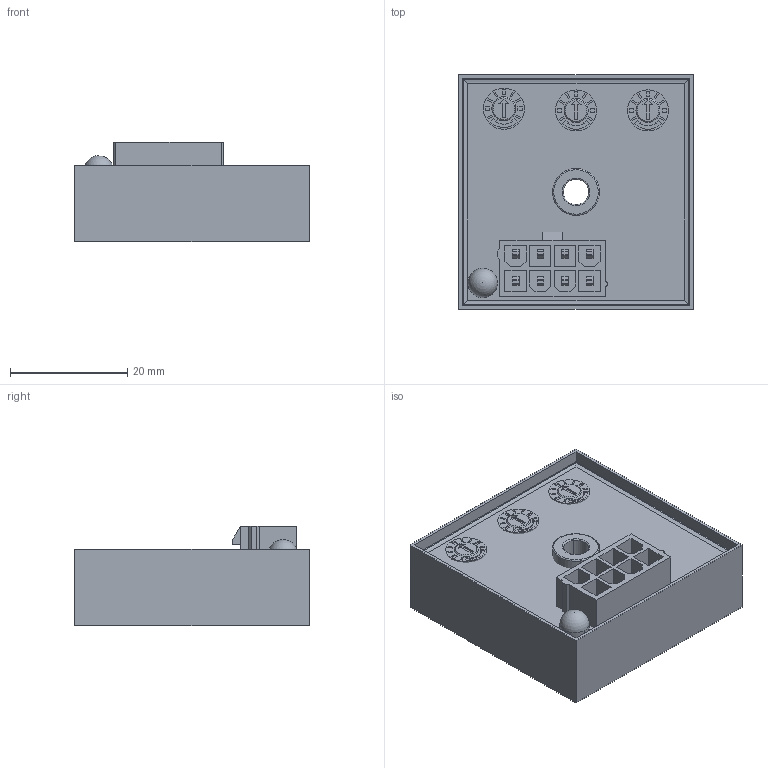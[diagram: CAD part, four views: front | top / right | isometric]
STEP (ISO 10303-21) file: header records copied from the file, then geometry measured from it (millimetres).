
FILE_DESCRIPTION (( 'STEP AP214' ), '1' );
FILE_NAME ('Assemblage.STEP', '2015-10-02T09:33:46', ( 'PC440' ), ( 'Microsoft' ), 'SwSTEP 2.0', 'SolidWorks 2015', '' );
FILE_SCHEMA (( 'AUTOMOTIVE_DESIGN' ));
Length unit declared in the file: millimetre
Products named in the file (63): R26; SO8; D913; R20; R32; SOT323_(SC70-3); R14; RES-2512-3W; Entretoise M4x12; User_Library-SOT323_(SC70-3)-1_Pins_1; R19; C5; Resine COFNG010; User_Library-SOT323_(SC70-3)-1_Beschriftung_1; R1; CAPA-1206x1.6; Minifit_8point_Droit; R15; D20; T7YA-1; User_Library-SOT323_(SC70-3)-1_K_X_F6rper_1; R2; DO-214AC_SMA; LEDd5R-cut; FB1; R200; COFNG010; R910; FUSE-SMD200F; RES-0805; ALTIUM; R913; D5; Board; R101; R30; D8; R100; R31; D9 ...
Assembly tree (87 placements, depth 5):
  Assemblage
    ALTIUM
      Board
      R200
        RES-0805
      D20
        DO-214AC_SMA
      C5
        CAPA-1206x1.6
      R32
        RES-2512-3W
      U2
        SO8
      R31
        ARRAY-1206
          User_Library-Array-1206-4Way-Var1_Anschl_X_FCsse_1
          User_Library-Array-1206-4Way-Var1_K_X_F6rper_1
          User_Library-Array-1206-4Way-Var1_Deckel_1
          User_Library-Array-1206-4Way-Var1_Beschriftung_1
      R30
        ARRAY-1206
          User_Library-Array-1206-4Way-Var1_Anschl_X_FCsse_1
          User_Library-Array-1206-4Way-Var1_K_X_F6rper_1
          User_Library-Array-1206-4Way-Var1_Deckel_1
          User_Library-Array-1206-4Way-Var1_Beschriftung_1
      R913
        RES-0805
      R910
        RES-0805
      D913
        SOT323_(SC70-3)
          User_Library-SOT323_(SC70-3)-1_K_X_F6rper_1
          User_Library-SOT323_(SC70-3)-1_Beschriftung_1
          User_Library-SOT323_(SC70-3)-1_Pins_1  x3
      U901
        QFN44_8x8
      T3
        SOT666
      T1
        SOT666
      R23
        RES-0805
      R13
        RES-0805
      D9
        SOD-123
      D8
        SOT323_(SC70-3)
          User_Library-SOT323_(SC70-3)-1_K_X_F6rper_1
          User_Library-SOT323_(SC70-3)-1_Beschriftung_1
          User_Library-SOT323_(SC70-3)-1_Pins_1  x3
      D5
        SOT323_(SC70-3)
          User_Library-SOT323_(SC70-3)-1_K_X_F6rper_1
          User_Library-SOT323_(SC70-3)-1_Beschriftung_1
          User_Library-SOT323_(SC70-3)-1_Pins_1  x3
      FB1
        FUSE-SMD200F
      R2
        RES-0805
Bounding box: 40 x 40 x 16.9 mm (x, y, z)
Volume: 10302.9 mm3; surface area: 18256.6 mm2
Topology: 63 solids, 71 shells, 7008 faces, 18525 edges, 11751 vertices
Faces by surface type: plane 3114, bspline 2375, cylinder 1253, sphere 156, torus 104, cone 6
Entity records: 142327 total; most frequent: CARTESIAN_POINT 35812, ORIENTED_EDGE 16556, DIRECTION 12615, EDGE_CURVE 8288, VERTEX_POINT 5423, LINE 5403, VECTOR 5403, AXIS2_PLACEMENT_3D 3606
